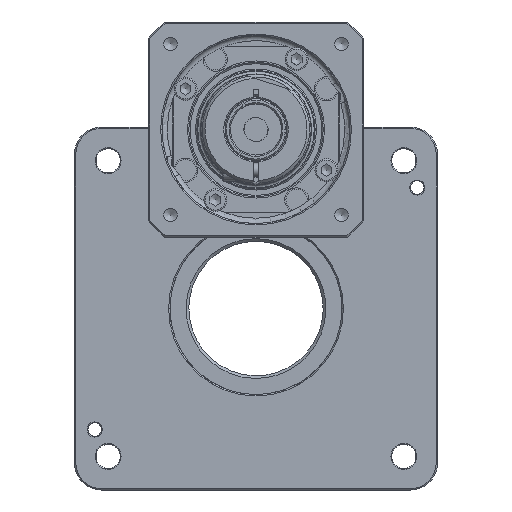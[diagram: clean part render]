
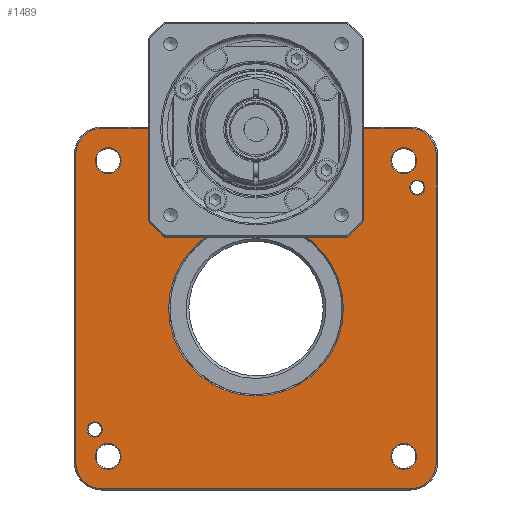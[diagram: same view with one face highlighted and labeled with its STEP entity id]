
A CAD part, front view. The second image highlights one B-rep face of the part: STEP entity #1489.
In plain terms, the highlighted planar face has unit normal (0, -1, 0).
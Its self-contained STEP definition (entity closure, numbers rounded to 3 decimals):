
#399=CARTESIAN_POINT('',(55.,0.,-50.2));
#400=VERTEX_POINT('',#399);
#401=CARTESIAN_POINT('',(55.,0.,-55.0));
#402=DIRECTION('',(0.0,1.0,0.0));
#403=DIRECTION('',(0.0,0.0,1.0));
#404=AXIS2_PLACEMENT_3D('',#401,#402,#403);
#405=CIRCLE('',#404,4.8);
#406=EDGE_CURVE('',#400,#400,#405,.T.);
#427=CARTESIAN_POINT('',(55.,0.,59.8));
#428=VERTEX_POINT('',#427);
#429=CARTESIAN_POINT('',(55.,0.,55.0));
#430=DIRECTION('',(0.0,1.0,0.0));
#431=DIRECTION('',(0.0,0.0,1.0));
#432=AXIS2_PLACEMENT_3D('',#429,#430,#431);
#433=CIRCLE('',#432,4.8);
#434=EDGE_CURVE('',#428,#428,#433,.T.);
#455=CARTESIAN_POINT('',(-55.,0.,59.8));
#456=VERTEX_POINT('',#455);
#457=CARTESIAN_POINT('',(-55.,0.,55.0));
#458=DIRECTION('',(0.0,1.0,0.0));
#459=DIRECTION('',(0.0,0.0,1.0));
#460=AXIS2_PLACEMENT_3D('',#457,#458,#459);
#461=CIRCLE('',#460,4.8);
#462=EDGE_CURVE('',#456,#456,#461,.T.);
#483=CARTESIAN_POINT('',(-55.,0.,-50.2));
#484=VERTEX_POINT('',#483);
#485=CARTESIAN_POINT('',(-55.,0.,-55.0));
#486=DIRECTION('',(0.0,1.0,0.0));
#487=DIRECTION('',(0.0,0.0,1.0));
#488=AXIS2_PLACEMENT_3D('',#485,#486,#487);
#489=CIRCLE('',#488,4.8);
#490=EDGE_CURVE('',#484,#484,#489,.T.);
#511=CARTESIAN_POINT('',(0.0,0.0,88.1));
#512=VERTEX_POINT('',#511);
#513=CARTESIAN_POINT('',(0.0,0.0,66.6));
#514=DIRECTION('',(0.0,1.0,0.0));
#515=DIRECTION('',(0.0,0.0,1.0));
#516=AXIS2_PLACEMENT_3D('',#513,#514,#515);
#517=CIRCLE('',#516,21.5);
#518=EDGE_CURVE('',#512,#512,#517,.T.);
#539=CARTESIAN_POINT('',(0.0,0.0,32.5));
#540=VERTEX_POINT('',#539);
#541=CARTESIAN_POINT('',(0.0,0.0,0.0));
#542=DIRECTION('',(0.0,1.0,0.0));
#543=DIRECTION('',(0.0,0.0,1.0));
#544=AXIS2_PLACEMENT_3D('',#541,#542,#543);
#545=CIRCLE('',#544,32.5);
#546=EDGE_CURVE('',#540,#540,#545,.T.);
#705=CARTESIAN_POINT('',(60.,0.,47.8));
#706=VERTEX_POINT('',#705);
#707=CARTESIAN_POINT('',(60.,0.,45.0));
#708=DIRECTION('',(0.0,1.0,0.0));
#709=DIRECTION('',(0.0,0.0,1.0));
#710=AXIS2_PLACEMENT_3D('',#707,#708,#709);
#711=CIRCLE('',#710,2.8);
#712=EDGE_CURVE('',#706,#706,#711,.T.);
#761=CARTESIAN_POINT('',(-60.,0.,-42.2));
#762=VERTEX_POINT('',#761);
#763=CARTESIAN_POINT('',(-60.,0.,-45.0));
#764=DIRECTION('',(0.0,1.0,0.0));
#765=DIRECTION('',(0.0,0.0,1.0));
#766=AXIS2_PLACEMENT_3D('',#763,#764,#765);
#767=CIRCLE('',#766,2.8);
#768=EDGE_CURVE('',#762,#762,#767,.T.);
#841=CARTESIAN_POINT('',(5.296,0.,98.287));
#842=VERTEX_POINT('',#841);
#843=CARTESIAN_POINT('',(5.296,0.,96.637));
#844=DIRECTION('',(0.0,-1.0,0.0));
#845=DIRECTION('',(0.0,0.0,1.0));
#846=AXIS2_PLACEMENT_3D('',#843,#844,#845);
#847=CIRCLE('',#846,1.65);
#848=EDGE_CURVE('',#842,#842,#847,.T.);
#878=CARTESIAN_POINT('',(30.037,0.,62.954));
#879=VERTEX_POINT('',#878);
#880=CARTESIAN_POINT('',(30.037,0.,61.304));
#881=DIRECTION('',(0.0,-1.0,0.0));
#882=DIRECTION('',(0.0,0.0,1.0));
#883=AXIS2_PLACEMENT_3D('',#880,#881,#882);
#884=CIRCLE('',#883,1.65);
#885=EDGE_CURVE('',#879,#879,#884,.T.);
#915=CARTESIAN_POINT('',(-30.037,0.,73.546));
#916=VERTEX_POINT('',#915);
#917=CARTESIAN_POINT('',(-30.037,0.,71.896));
#918=DIRECTION('',(0.0,-1.0,0.0));
#919=DIRECTION('',(0.0,0.0,1.0));
#920=AXIS2_PLACEMENT_3D('',#917,#918,#919);
#921=CIRCLE('',#920,1.65);
#922=EDGE_CURVE('',#916,#916,#921,.T.);
#1052=CARTESIAN_POINT('',(-5.296,0.,38.213));
#1053=VERTEX_POINT('',#1052);
#1054=CARTESIAN_POINT('',(-5.296,0.,36.563));
#1055=DIRECTION('',(0.0,-1.0,0.0));
#1056=DIRECTION('',(0.0,0.0,1.0));
#1057=AXIS2_PLACEMENT_3D('',#1054,#1055,#1056);
#1058=CIRCLE('',#1057,1.65);
#1059=EDGE_CURVE('',#1053,#1053,#1058,.T.);
#1343=CARTESIAN_POINT('',(0.0,0.0,0.0));
#1344=DIRECTION('',(0.0,-1.0,0.0));
#1345=DIRECTION('',(0.0,0.0,-1.0));
#1346=AXIS2_PLACEMENT_3D('',#1343,#1344,#1345);
#1347=PLANE('',#1346);
#1348=CARTESIAN_POINT('',(67.,0.,57.5));
#1349=VERTEX_POINT('',#1348);
#1350=CARTESIAN_POINT('',(57.5,0.,67.));
#1351=VERTEX_POINT('',#1350);
#1352=CARTESIAN_POINT('',(57.5,0.,57.5));
#1353=DIRECTION('',(0.0,-1.0,0.0));
#1354=DIRECTION('',(0.0,0.0,1.0));
#1355=AXIS2_PLACEMENT_3D('',#1352,#1353,#1354);
#1356=CIRCLE('',#1355,9.5);
#1357=EDGE_CURVE('',#1349,#1351,#1356,.T.);
#1358=ORIENTED_EDGE('',*,*,#1357,.T.);
#1359=CARTESIAN_POINT('',(40.415,0.,67.0));
#1360=VERTEX_POINT('',#1359);
#1361=CARTESIAN_POINT('',(57.5,0.,67.0));
#1362=DIRECTION('',(-1.0,0.0,0.0));
#1363=VECTOR('',#1362,17.085);
#1364=LINE('',#1361,#1363);
#1365=EDGE_CURVE('',#1351,#1360,#1364,.T.);
#1366=ORIENTED_EDGE('',*,*,#1365,.T.);
#1367=CARTESIAN_POINT('',(34.008,0.,72.406));
#1368=VERTEX_POINT('',#1367);
#1369=CARTESIAN_POINT('',(40.415,0.,73.5));
#1370=DIRECTION('',(0.0,1.0,0.0));
#1371=DIRECTION('',(0.0,0.0,1.0));
#1372=AXIS2_PLACEMENT_3D('',#1369,#1370,#1371);
#1373=CIRCLE('',#1372,6.5);
#1374=EDGE_CURVE('',#1360,#1368,#1373,.T.);
#1375=ORIENTED_EDGE('',*,*,#1374,.T.);
#1376=CARTESIAN_POINT('',(-34.008,0.,72.406));
#1377=VERTEX_POINT('',#1376);
#1378=CARTESIAN_POINT('',(0.0,0.0,66.6));
#1379=DIRECTION('',(0.0,-1.0,0.0));
#1380=DIRECTION('',(0.0,0.0,1.0));
#1381=AXIS2_PLACEMENT_3D('',#1378,#1379,#1380);
#1382=CIRCLE('',#1381,34.5);
#1383=EDGE_CURVE('',#1368,#1377,#1382,.T.);
#1384=ORIENTED_EDGE('',*,*,#1383,.T.);
#1385=CARTESIAN_POINT('',(-40.415,0.,67.0));
#1386=VERTEX_POINT('',#1385);
#1387=CARTESIAN_POINT('',(-40.415,0.,73.5));
#1388=DIRECTION('',(0.0,1.0,0.0));
#1389=DIRECTION('',(0.0,0.0,1.0));
#1390=AXIS2_PLACEMENT_3D('',#1387,#1388,#1389);
#1391=CIRCLE('',#1390,6.5);
#1392=EDGE_CURVE('',#1377,#1386,#1391,.T.);
#1393=ORIENTED_EDGE('',*,*,#1392,.T.);
#1394=CARTESIAN_POINT('',(-57.5,0.,67.0));
#1395=VERTEX_POINT('',#1394);
#1396=CARTESIAN_POINT('',(-40.415,0.,67.0));
#1397=DIRECTION('',(-1.0,0.0,0.0));
#1398=VECTOR('',#1397,17.085);
#1399=LINE('',#1396,#1398);
#1400=EDGE_CURVE('',#1386,#1395,#1399,.T.);
#1401=ORIENTED_EDGE('',*,*,#1400,.T.);
#1402=CARTESIAN_POINT('',(-67.,0.,57.5));
#1403=VERTEX_POINT('',#1402);
#1404=CARTESIAN_POINT('',(-57.5,0.,57.5));
#1405=DIRECTION('',(0.0,-1.0,0.0));
#1406=DIRECTION('',(0.0,0.0,1.0));
#1407=AXIS2_PLACEMENT_3D('',#1404,#1405,#1406);
#1408=CIRCLE('',#1407,9.5);
#1409=EDGE_CURVE('',#1395,#1403,#1408,.T.);
#1410=ORIENTED_EDGE('',*,*,#1409,.T.);
#1411=CARTESIAN_POINT('',(-67.,0.,-57.5));
#1412=VERTEX_POINT('',#1411);
#1413=CARTESIAN_POINT('',(-67.,0.,57.5));
#1414=DIRECTION('',(0.0,0.0,-1.0));
#1415=VECTOR('',#1414,115.);
#1416=LINE('',#1413,#1415);
#1417=EDGE_CURVE('',#1403,#1412,#1416,.T.);
#1418=ORIENTED_EDGE('',*,*,#1417,.T.);
#1419=CARTESIAN_POINT('',(-57.5,0.,-67.0));
#1420=VERTEX_POINT('',#1419);
#1421=CARTESIAN_POINT('',(-57.5,0.,-57.5));
#1422=DIRECTION('',(0.0,-1.0,0.0));
#1423=DIRECTION('',(0.0,0.0,1.0));
#1424=AXIS2_PLACEMENT_3D('',#1421,#1422,#1423);
#1425=CIRCLE('',#1424,9.5);
#1426=EDGE_CURVE('',#1412,#1420,#1425,.T.);
#1427=ORIENTED_EDGE('',*,*,#1426,.T.);
#1428=CARTESIAN_POINT('',(57.5,0.,-67.0));
#1429=VERTEX_POINT('',#1428);
#1430=CARTESIAN_POINT('',(-57.5,0.,-67.0));
#1431=DIRECTION('',(1.0,0.0,0.0));
#1432=VECTOR('',#1431,115.);
#1433=LINE('',#1430,#1432);
#1434=EDGE_CURVE('',#1420,#1429,#1433,.T.);
#1435=ORIENTED_EDGE('',*,*,#1434,.T.);
#1436=CARTESIAN_POINT('',(67.,0.,-57.5));
#1437=VERTEX_POINT('',#1436);
#1438=CARTESIAN_POINT('',(57.5,0.,-57.5));
#1439=DIRECTION('',(0.0,-1.0,0.0));
#1440=DIRECTION('',(0.0,0.0,1.0));
#1441=AXIS2_PLACEMENT_3D('',#1438,#1439,#1440);
#1442=CIRCLE('',#1441,9.5);
#1443=EDGE_CURVE('',#1429,#1437,#1442,.T.);
#1444=ORIENTED_EDGE('',*,*,#1443,.T.);
#1445=CARTESIAN_POINT('',(67.,0.,-57.5));
#1446=DIRECTION('',(0.0,0.0,1.0));
#1447=VECTOR('',#1446,115.0);
#1448=LINE('',#1445,#1447);
#1449=EDGE_CURVE('',#1437,#1349,#1448,.T.);
#1450=ORIENTED_EDGE('',*,*,#1449,.T.);
#1451=EDGE_LOOP('',(#1358,#1366,#1375,#1384,#1393,#1401,#1410,#1418,#1427,#1435,#1444,#1450));
#1452=FACE_OUTER_BOUND('',#1451,.T.);
#1453=ORIENTED_EDGE('',*,*,#490,.T.);
#1454=EDGE_LOOP('',(#1453));
#1455=FACE_BOUND('',#1454,.T.);
#1456=ORIENTED_EDGE('',*,*,#462,.T.);
#1457=EDGE_LOOP('',(#1456));
#1458=FACE_BOUND('',#1457,.T.);
#1459=ORIENTED_EDGE('',*,*,#434,.T.);
#1460=EDGE_LOOP('',(#1459));
#1461=FACE_BOUND('',#1460,.T.);
#1462=ORIENTED_EDGE('',*,*,#406,.T.);
#1463=EDGE_LOOP('',(#1462));
#1464=FACE_BOUND('',#1463,.T.);
#1465=ORIENTED_EDGE('',*,*,#518,.T.);
#1466=EDGE_LOOP('',(#1465));
#1467=FACE_BOUND('',#1466,.T.);
#1468=ORIENTED_EDGE('',*,*,#546,.T.);
#1469=EDGE_LOOP('',(#1468));
#1470=FACE_BOUND('',#1469,.T.);
#1471=ORIENTED_EDGE('',*,*,#768,.T.);
#1472=EDGE_LOOP('',(#1471));
#1473=FACE_BOUND('',#1472,.T.);
#1474=ORIENTED_EDGE('',*,*,#712,.T.);
#1475=EDGE_LOOP('',(#1474));
#1476=FACE_BOUND('',#1475,.T.);
#1477=ORIENTED_EDGE('',*,*,#922,.F.);
#1478=EDGE_LOOP('',(#1477));
#1479=FACE_BOUND('',#1478,.T.);
#1480=ORIENTED_EDGE('',*,*,#1059,.F.);
#1481=EDGE_LOOP('',(#1480));
#1482=FACE_BOUND('',#1481,.T.);
#1483=ORIENTED_EDGE('',*,*,#885,.F.);
#1484=EDGE_LOOP('',(#1483));
#1485=FACE_BOUND('',#1484,.T.);
#1486=ORIENTED_EDGE('',*,*,#848,.F.);
#1487=EDGE_LOOP('',(#1486));
#1488=FACE_BOUND('',#1487,.T.);
#1489=ADVANCED_FACE('',(#1452,#1455,#1458,#1461,#1464,#1467,#1470,#1473,#1476,#1479,#1482,#1485,#1488),#1347,.T.);
